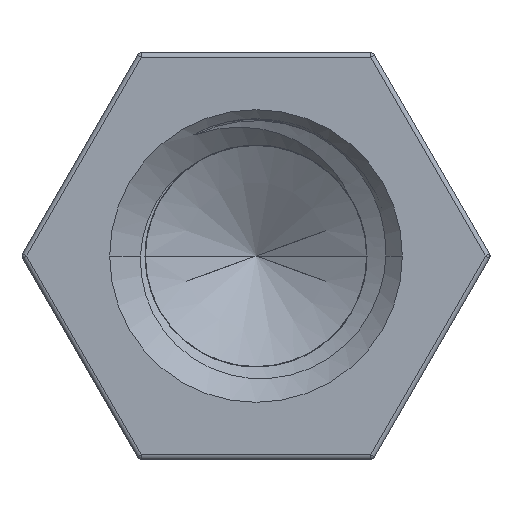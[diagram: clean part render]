
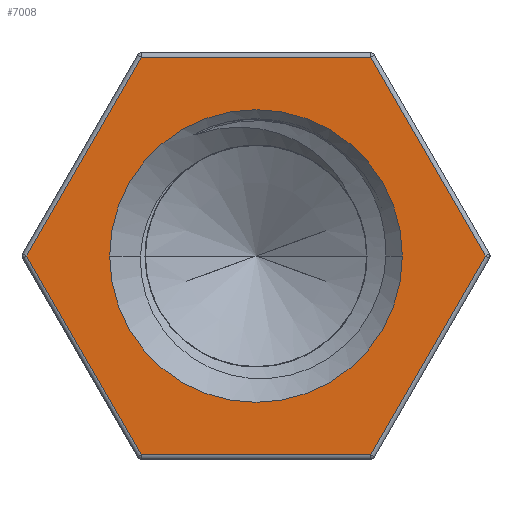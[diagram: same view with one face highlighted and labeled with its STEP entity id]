
A CAD part, left-side view. The second image highlights one B-rep face of the part: STEP entity #7008.
In plain terms, the highlighted planar face has unit normal (-1, 0, 0).
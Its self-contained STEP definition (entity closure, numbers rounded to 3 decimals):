
#1897=DIRECTION('',(0.,-0.5,-0.866));
#1898=VECTOR('',#1897,2.539);
#1899=CARTESIAN_POINT('',(-11.,2.539,0.));
#1900=LINE('',#1899,#1898);
#1904=DIRECTION('',(0.,0.5,-0.866));
#1905=VECTOR('',#1904,2.539);
#1906=CARTESIAN_POINT('',(-11.,1.27,2.199));
#1907=LINE('',#1906,#1905);
#1911=DIRECTION('',(0.,1.,0.));
#1912=VECTOR('',#1911,2.539);
#1913=CARTESIAN_POINT('',(-11.,-1.27,2.199));
#1914=LINE('',#1913,#1912);
#1918=DIRECTION('',(0.,0.5,0.866));
#1919=VECTOR('',#1918,2.539);
#1920=CARTESIAN_POINT('',(-11.,-2.539,0.));
#1921=LINE('',#1920,#1919);
#1925=DIRECTION('',(0.,-0.5,0.866));
#1926=VECTOR('',#1925,2.539);
#1927=CARTESIAN_POINT('',(-11.,-1.27,-2.199));
#1928=LINE('',#1927,#1926);
#1932=DIRECTION('',(0.,-1.,0.));
#1933=VECTOR('',#1932,2.539);
#1934=CARTESIAN_POINT('',(-11.,1.27,-2.199));
#1935=LINE('',#1934,#1933);
#1939=CARTESIAN_POINT('',(-11.,0.,0.));
#1940=DIRECTION('',(1.,0.,0.));
#1941=DIRECTION('',(0.,1.,0.));
#1942=AXIS2_PLACEMENT_3D('',#1939,#1940,#1941);
#1947=CARTESIAN_POINT('',(-11.,0.,0.));
#1948=DIRECTION('',(1.,0.,0.));
#1949=DIRECTION('',(0.,-1.,0.));
#1950=AXIS2_PLACEMENT_3D('',#1947,#1948,#1949);
#5097=CARTESIAN_POINT('',(-11.,2.539,0.));
#5098=CARTESIAN_POINT('',(-11.,1.27,-2.199));
#5099=VERTEX_POINT('',#5097);
#5100=VERTEX_POINT('',#5098);
#5109=CARTESIAN_POINT('',(-11.,-1.27,-2.199));
#5110=VERTEX_POINT('',#5109);
#5157=CARTESIAN_POINT('',(-11.,-2.539,0.));
#5158=VERTEX_POINT('',#5157);
#5159=CARTESIAN_POINT('',(-11.,-1.27,2.199));
#5160=VERTEX_POINT('',#5159);
#5161=CARTESIAN_POINT('',(-11.,1.27,2.199));
#5162=VERTEX_POINT('',#5161);
#5176=CARTESIAN_POINT('',(-11.,1.62,0.));
#5178=VERTEX_POINT('',#5176);
#5180=CARTESIAN_POINT('',(-11.,-1.62,0.));
#5182=VERTEX_POINT('',#5180);
#6985=CARTESIAN_POINT('',(-11.,0.,0.));
#6986=DIRECTION('',(1.,0.,0.));
#6987=DIRECTION('',(0.,-1.,0.));
#6988=AXIS2_PLACEMENT_3D('',#6985,#6986,#6987);
#6989=PLANE('',#6988);
#6990=ORIENTED_EDGE('',*,*,#6976,.F.);
#6992=ORIENTED_EDGE('',*,*,#6991,.F.);
#6994=ORIENTED_EDGE('',*,*,#6993,.F.);
#6996=ORIENTED_EDGE('',*,*,#6995,.F.);
#6998=ORIENTED_EDGE('',*,*,#6997,.F.);
#6999=ORIENTED_EDGE('',*,*,#6897,.F.);
#7000=EDGE_LOOP('',(#6990,#6992,#6994,#6996,#6998,#6999));
#7001=FACE_OUTER_BOUND('',#7000,.F.);
#7003=ORIENTED_EDGE('',*,*,#7002,.F.);
#7005=ORIENTED_EDGE('',*,*,#7004,.F.);
#7006=EDGE_LOOP('',(#7003,#7005));
#7007=FACE_BOUND('',#7006,.F.);
#1943=CIRCLE('',#1942,1.62);
#1951=CIRCLE('',#1950,1.62);
#6897=EDGE_CURVE('',#5100,#5110,#1935,.T.);
#6976=EDGE_CURVE('',#5099,#5100,#1900,.T.);
#6991=EDGE_CURVE('',#5162,#5099,#1907,.T.);
#6993=EDGE_CURVE('',#5160,#5162,#1914,.T.);
#6995=EDGE_CURVE('',#5158,#5160,#1921,.T.);
#6997=EDGE_CURVE('',#5110,#5158,#1928,.T.);
#7002=EDGE_CURVE('',#5178,#5182,#1943,.T.);
#7004=EDGE_CURVE('',#5182,#5178,#1951,.T.);
#7008=ADVANCED_FACE('',(#7001,#7007),#6989,.F.);
